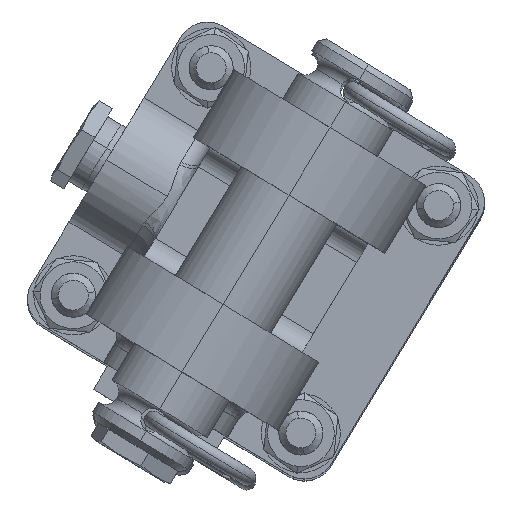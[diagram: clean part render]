
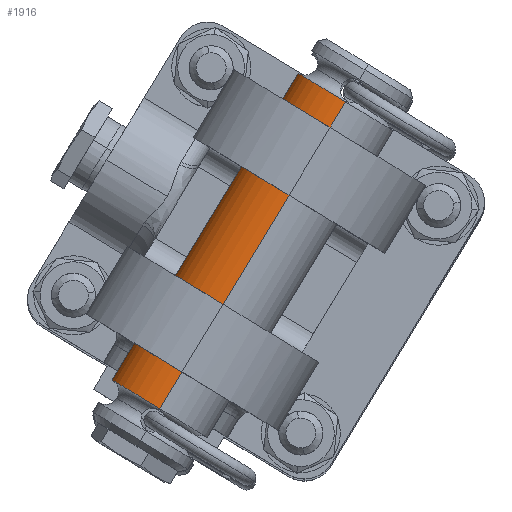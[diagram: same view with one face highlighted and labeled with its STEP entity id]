
A CAD part, top view. The second image highlights one B-rep face of the part: STEP entity #1916.
In plain terms, the highlighted cylindrical face has radius 12.65 mm (diameter 25.3 mm), a partial arc.
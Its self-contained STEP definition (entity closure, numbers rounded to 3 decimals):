
#1 = VECTOR ( 'NONE', #8537, 1000. ) ;
#978 = CYLINDRICAL_SURFACE ( 'NONE', #2963, 12.65 ) ;
#1411 = CIRCLE ( 'NONE', #13179, 12.65 ) ;
#1472 = DIRECTION ( 'NONE',  ( 0., 1., 0. ) ) ;
#1566 = VERTEX_POINT ( 'NONE', #3666 ) ;
#1595 = DIRECTION ( 'NONE',  ( 1., 0., 0. ) ) ;
#1916 = ADVANCED_FACE ( 'NONE', ( #2835 ), #978, .T. ) ;
#2152 = AXIS2_PLACEMENT_3D ( 'NONE', #11006, #1595, #3978 ) ;
#2790 = DIRECTION ( 'NONE',  ( 1., 0., 0. ) ) ;
#2835 = FACE_OUTER_BOUND ( 'NONE', #7797, .T. ) ;
#2963 = AXIS2_PLACEMENT_3D ( 'NONE', #14456, #10868, #12006 ) ;
#3123 = LINE ( 'NONE', #10854, #6781 ) ;
#3666 = CARTESIAN_POINT ( 'NONE',  ( 10., 12.65, 0. ) ) ;
#3669 = EDGE_CURVE ( 'NONE', #1566, #6117, #4990, .T. ) ;
#3978 = DIRECTION ( 'NONE',  ( 0., 1., 0. ) ) ;
#4183 = EDGE_CURVE ( 'NONE', #10767, #7908, #3123, .T. ) ;
#4990 = LINE ( 'NONE', #10870, #1 ) ;
#6117 = VERTEX_POINT ( 'NONE', #12966 ) ;
#6120 = ORIENTED_EDGE ( 'NONE', *, *, #4183, .F. ) ;
#6142 = CARTESIAN_POINT ( 'NONE',  ( 91.6, 0., 0. ) ) ;
#6410 = ORIENTED_EDGE ( 'NONE', *, *, #12734, .F. ) ;
#6732 = CIRCLE ( 'NONE', #2152, 12.65 ) ;
#6781 = VECTOR ( 'NONE', #2790, 1000. ) ;
#7797 = EDGE_LOOP ( 'NONE', ( #6120, #14589, #13850, #6410 ) ) ;
#7908 = VERTEX_POINT ( 'NONE', #13207 ) ;
#8483 = DIRECTION ( 'NONE',  ( 1., 0., 0. ) ) ;
#8537 = DIRECTION ( 'NONE',  ( 1., 0., 0. ) ) ;
#10414 = CARTESIAN_POINT ( 'NONE',  ( 10., -12.65, 0. ) ) ;
#10767 = VERTEX_POINT ( 'NONE', #10414 ) ;
#10854 = CARTESIAN_POINT ( 'NONE',  ( 10., -12.65, 0. ) ) ;
#10868 = DIRECTION ( 'NONE',  ( 1., 0., 0. ) ) ;
#10870 = CARTESIAN_POINT ( 'NONE',  ( 10., 12.65, 0. ) ) ;
#11006 = CARTESIAN_POINT ( 'NONE',  ( 10., 0., 0. ) ) ;
#12006 = DIRECTION ( 'NONE',  ( 0., 1., 0. ) ) ;
#12196 = EDGE_CURVE ( 'NONE', #10767, #1566, #6732, .T. ) ;
#12734 = EDGE_CURVE ( 'NONE', #7908, #6117, #1411, .T. ) ;
#12966 = CARTESIAN_POINT ( 'NONE',  ( 91.6, 12.65, 0. ) ) ;
#13179 = AXIS2_PLACEMENT_3D ( 'NONE', #6142, #8483, #1472 ) ;
#13207 = CARTESIAN_POINT ( 'NONE',  ( 91.6, -12.65, 0. ) ) ;
#13850 = ORIENTED_EDGE ( 'NONE', *, *, #3669, .T. ) ;
#14456 = CARTESIAN_POINT ( 'NONE',  ( 10., 0., 0. ) ) ;
#14589 = ORIENTED_EDGE ( 'NONE', *, *, #12196, .T. ) ;
